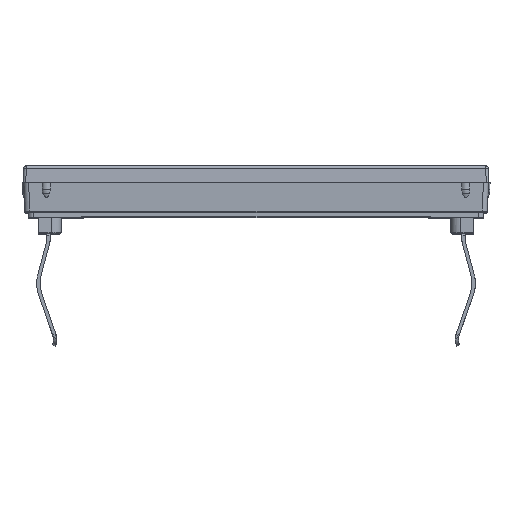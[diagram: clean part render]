
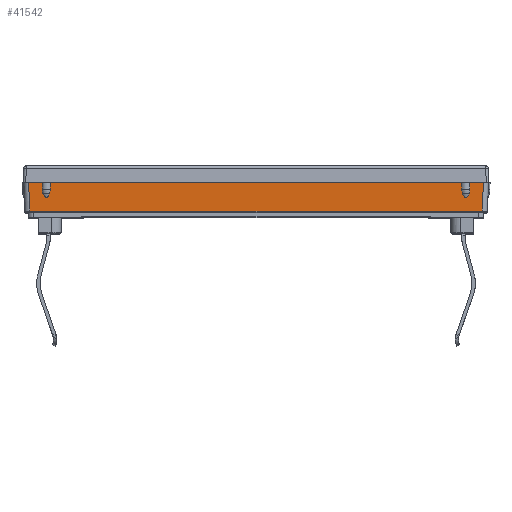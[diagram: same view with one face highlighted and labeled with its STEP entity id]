
A CAD part, top view. The second image highlights one B-rep face of the part: STEP entity #41542.
In plain terms, the highlighted planar face has unit normal (0, -0.035, 0.999).
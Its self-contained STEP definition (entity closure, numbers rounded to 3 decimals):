
#13892=DIRECTION('',(-1.,0.,0.));
#13893=VECTOR('',#13892,49.206);
#13894=CARTESIAN_POINT('',(24.603,4.2,27.75));
#13895=LINE('17381',#13894,#13893);
#13938=DIRECTION('',(-1.,0.,0.));
#13939=VECTOR('',#13938,1.653);
#13940=CARTESIAN_POINT('',(-25.497,4.2,27.75));
#13941=LINE('17396',#13940,#13939);
#14068=DIRECTION('',(-1.,0.,0.));
#14069=VECTOR('',#14068,1.653);
#14070=CARTESIAN_POINT('',(27.15,4.2,27.75));
#14071=LINE('17395',#14070,#14069);
#14204=DIRECTION('',(-1.,0.,0.));
#14205=VECTOR('',#14204,54.063);
#14206=CARTESIAN_POINT('',(27.031,0.793,
27.631));
#14207=LINE('19321',#14206,#14205);
#14211=DIRECTION('',(-0.035,0.999,0.035));
#14212=VECTOR('',#14211,3.411);
#14213=CARTESIAN_POINT('',(-27.031,0.793,
27.631));
#14214=LINE('19334',#14213,#14212);
#14218=CARTESIAN_POINT('',(-25.497,4.2,27.75));
#14219=CARTESIAN_POINT('',(-25.506,3.933,
27.741));
#14220=CARTESIAN_POINT('',(-25.513,3.667,
27.731));
#14221=CARTESIAN_POINT('',(-25.521,3.4,27.722));
#14226=CARTESIAN_POINT('',(-25.521,3.4,27.722));
#14227=CARTESIAN_POINT('',(-25.522,3.368,
27.721));
#14228=CARTESIAN_POINT('',(-25.522,3.304,
27.719));
#14229=CARTESIAN_POINT('',(-25.516,3.21,
27.715));
#14230=CARTESIAN_POINT('',(-25.506,3.119,
27.712));
#14231=CARTESIAN_POINT('',(-25.491,3.033,
27.709));
#14232=CARTESIAN_POINT('',(-25.471,2.952,
27.706));
#14233=CARTESIAN_POINT('',(-25.455,2.903,
27.705));
#14234=CARTESIAN_POINT('',(-25.447,2.88,
27.704));
#14239=CARTESIAN_POINT('',(-24.653,2.88,
27.704));
#14240=CARTESIAN_POINT('',(-24.686,2.791,
27.701));
#14241=CARTESIAN_POINT('',(-24.753,2.65,
27.696));
#14242=CARTESIAN_POINT('',(-24.885,2.469,
27.69));
#14243=CARTESIAN_POINT('',(-25.05,2.388,27.687));
#14244=CARTESIAN_POINT('',(-25.215,2.469,
27.69));
#14245=CARTESIAN_POINT('',(-25.347,2.65,
27.696));
#14246=CARTESIAN_POINT('',(-25.414,2.791,
27.701));
#14247=CARTESIAN_POINT('',(-25.447,2.88,
27.704));
#14252=CARTESIAN_POINT('',(-24.653,2.88,
27.704));
#14253=CARTESIAN_POINT('',(-24.645,2.904,
27.705));
#14254=CARTESIAN_POINT('',(-24.629,2.952,
27.706));
#14255=CARTESIAN_POINT('',(-24.609,3.033,
27.709));
#14256=CARTESIAN_POINT('',(-24.594,3.12,
27.712));
#14257=CARTESIAN_POINT('',(-24.584,3.211,
27.715));
#14258=CARTESIAN_POINT('',(-24.578,3.304,
27.719));
#14259=CARTESIAN_POINT('',(-24.578,3.368,
27.721));
#14260=CARTESIAN_POINT('',(-24.579,3.4,27.722));
#14265=CARTESIAN_POINT('',(-24.603,4.2,27.75));
#14266=CARTESIAN_POINT('',(-24.594,3.933,
27.741));
#14267=CARTESIAN_POINT('',(-24.587,3.667,
27.731));
#14268=CARTESIAN_POINT('',(-24.579,3.4,27.722));
#14273=CARTESIAN_POINT('',(24.603,4.2,27.75));
#14274=CARTESIAN_POINT('',(24.594,3.933,27.741));
#14275=CARTESIAN_POINT('',(24.587,3.667,27.731));
#14276=CARTESIAN_POINT('',(24.579,3.4,27.722));
#14281=CARTESIAN_POINT('',(24.579,3.4,27.722));
#14282=CARTESIAN_POINT('',(24.578,3.368,27.721));
#14283=CARTESIAN_POINT('',(24.578,3.304,27.719));
#14284=CARTESIAN_POINT('',(24.584,3.21,27.715));
#14285=CARTESIAN_POINT('',(24.594,3.119,27.712));
#14286=CARTESIAN_POINT('',(24.609,3.033,27.709));
#14287=CARTESIAN_POINT('',(24.629,2.952,27.706));
#14288=CARTESIAN_POINT('',(24.645,2.903,27.705));
#14289=CARTESIAN_POINT('',(24.653,2.88,27.704));
#14294=CARTESIAN_POINT('',(25.447,2.88,27.704));
#14295=CARTESIAN_POINT('',(25.414,2.791,27.701));
#14296=CARTESIAN_POINT('',(25.347,2.65,27.696));
#14297=CARTESIAN_POINT('',(25.215,2.469,27.69));
#14298=CARTESIAN_POINT('',(25.05,2.388,27.687));
#14299=CARTESIAN_POINT('',(24.885,2.469,27.69));
#14300=CARTESIAN_POINT('',(24.753,2.65,27.696));
#14301=CARTESIAN_POINT('',(24.686,2.791,27.701));
#14302=CARTESIAN_POINT('',(24.653,2.88,27.704));
#14307=CARTESIAN_POINT('',(25.447,2.88,27.704));
#14308=CARTESIAN_POINT('',(25.455,2.904,27.705));
#14309=CARTESIAN_POINT('',(25.471,2.952,27.706));
#14310=CARTESIAN_POINT('',(25.491,3.033,27.709));
#14311=CARTESIAN_POINT('',(25.506,3.12,27.712));
#14312=CARTESIAN_POINT('',(25.516,3.211,27.715));
#14313=CARTESIAN_POINT('',(25.522,3.304,27.719));
#14314=CARTESIAN_POINT('',(25.522,3.368,27.721));
#14315=CARTESIAN_POINT('',(25.521,3.4,27.722));
#14320=CARTESIAN_POINT('',(25.497,4.2,27.75));
#14321=CARTESIAN_POINT('',(25.506,3.933,27.741));
#14322=CARTESIAN_POINT('',(25.513,3.667,27.731));
#14323=CARTESIAN_POINT('',(25.521,3.4,27.722));
#14328=DIRECTION('',(0.035,0.999,0.035));
#14329=VECTOR('',#14328,3.411);
#14330=CARTESIAN_POINT('',(27.031,0.793,
27.631));
#14331=LINE('19333',#14330,#14329);
#15715=CARTESIAN_POINT('',(-27.15,4.2,27.75));
#15744=CARTESIAN_POINT('',(27.031,0.793,
27.631));
#15749=CARTESIAN_POINT('',(27.15,4.2,27.75));
#27667=VERTEX_POINT('',#15715);
#27668=VERTEX_POINT('',#15749);
#27686=CARTESIAN_POINT('',(24.603,4.2,27.75));
#27687=CARTESIAN_POINT('',(-24.603,4.2,27.75));
#27688=VERTEX_POINT('',#27686);
#27689=VERTEX_POINT('',#27687);
#27718=CARTESIAN_POINT('',(25.497,4.2,27.75));
#27719=VERTEX_POINT('',#27718);
#27720=CARTESIAN_POINT('',(-25.497,4.2,27.75));
#27721=VERTEX_POINT('',#27720);
#27730=VERTEX_POINT('',#14268);
#27731=VERTEX_POINT('',#14221);
#27732=VERTEX_POINT('',#14323);
#27733=VERTEX_POINT('',#14276);
#27734=VERTEX_POINT('',#14252);
#27735=VERTEX_POINT('',#14234);
#27736=VERTEX_POINT('',#14307);
#27737=VERTEX_POINT('',#14289);
#27825=VERTEX_POINT('',#15744);
#27828=CARTESIAN_POINT('',(-27.031,0.793,
27.631));
#27829=VERTEX_POINT('',#27828);
#41506=CARTESIAN_POINT('',(27.75,4.2,27.75));
#41507=DIRECTION('',(0.,0.035,-0.999));
#41508=DIRECTION('',(1.,0.,0.));
#41509=AXIS2_PLACEMENT_3D('',#41506,#41507,#41508);
#41510=PLANE('12109',#41509);
#41512=ORIENTED_EDGE('19321',*,*,#41511,.T.);
#41514=ORIENTED_EDGE('19334',*,*,#41513,.T.);
#41515=ORIENTED_EDGE('17396',*,*,#41376,.F.);
#41517=ORIENTED_EDGE('17408',*,*,#41516,.T.);
#41519=ORIENTED_EDGE('17412',*,*,#41518,.T.);
#41521=ORIENTED_EDGE('17415',*,*,#41520,.F.);
#41523=ORIENTED_EDGE('17411',*,*,#41522,.T.);
#41525=ORIENTED_EDGE('17407',*,*,#41524,.F.);
#41526=ORIENTED_EDGE('17381',*,*,#41344,.F.);
#41528=ORIENTED_EDGE('17410',*,*,#41527,.T.);
#41530=ORIENTED_EDGE('17414',*,*,#41529,.T.);
#41532=ORIENTED_EDGE('17416',*,*,#41531,.F.);
#41534=ORIENTED_EDGE('17413',*,*,#41533,.T.);
#41536=ORIENTED_EDGE('17409',*,*,#41535,.F.);
#41537=ORIENTED_EDGE('17395',*,*,#41450,.F.);
#41539=ORIENTED_EDGE('19333',*,*,#41538,.F.);
#41540=EDGE_LOOP('12109',(#41512,#41514,#41515,#41517,#41519,#41521,#41523,
#41525,#41526,#41528,#41530,#41532,#41534,#41536,#41537,#41539));
#41541=FACE_OUTER_BOUND('12109',#41540,.F.);
#41542=ADVANCED_FACE('12109',(#41541),#41510,.F.);
#14222=B_SPLINE_CURVE_WITH_KNOTS('17408',3,(#14218,#14219,#14220,#14221),
.UNSPECIFIED.,.F.,.F.,(4,4),(0.,1.),.UNSPECIFIED.);
#14235=B_SPLINE_CURVE_WITH_KNOTS('17412',3,(#14226,#14227,#14228,#14229,#14230,
#14231,#14232,#14233,#14234),.UNSPECIFIED.,.F.,.F.,(4,1,1,1,1,1,4),(0.,
0.167,0.333,0.5,0.667,0.833,
1.),.UNSPECIFIED.);
#14248=B_SPLINE_CURVE_WITH_KNOTS('17415',3,(#14239,#14240,#14241,#14242,#14243,
#14244,#14245,#14246,#14247),.UNSPECIFIED.,.F.,.F.,(4,1,1,1,1,1,4),(0.,
0.125,0.25,0.5,0.75,0.875,1.),.UNSPECIFIED.);
#14261=B_SPLINE_CURVE_WITH_KNOTS('17411',3,(#14252,#14253,#14254,#14255,#14256,
#14257,#14258,#14259,#14260),.UNSPECIFIED.,.F.,.F.,(4,1,1,1,1,1,4),(0.,
0.167,0.333,0.5,0.667,0.833,
1.),.UNSPECIFIED.);
#14269=B_SPLINE_CURVE_WITH_KNOTS('17407',3,(#14265,#14266,#14267,#14268),
.UNSPECIFIED.,.F.,.F.,(4,4),(0.,1.),.UNSPECIFIED.);
#14277=B_SPLINE_CURVE_WITH_KNOTS('17410',3,(#14273,#14274,#14275,#14276),
.UNSPECIFIED.,.F.,.F.,(4,4),(0.,1.),.UNSPECIFIED.);
#14290=B_SPLINE_CURVE_WITH_KNOTS('17414',3,(#14281,#14282,#14283,#14284,#14285,
#14286,#14287,#14288,#14289),.UNSPECIFIED.,.F.,.F.,(4,1,1,1,1,1,4),(0.,
0.167,0.333,0.5,0.667,0.833,
1.),.UNSPECIFIED.);
#14303=B_SPLINE_CURVE_WITH_KNOTS('17416',3,(#14294,#14295,#14296,#14297,#14298,
#14299,#14300,#14301,#14302),.UNSPECIFIED.,.F.,.F.,(4,1,1,1,1,1,4),(0.,
0.125,0.25,0.5,0.75,0.875,1.),.UNSPECIFIED.);
#14316=B_SPLINE_CURVE_WITH_KNOTS('17413',3,(#14307,#14308,#14309,#14310,#14311,
#14312,#14313,#14314,#14315),.UNSPECIFIED.,.F.,.F.,(4,1,1,1,1,1,4),(0.,
0.167,0.333,0.5,0.667,0.833,
1.),.UNSPECIFIED.);
#14324=B_SPLINE_CURVE_WITH_KNOTS('17409',3,(#14320,#14321,#14322,#14323),
.UNSPECIFIED.,.F.,.F.,(4,4),(0.,1.),.UNSPECIFIED.);
#41344=EDGE_CURVE('17381',#27688,#27689,#13895,.T.);
#41376=EDGE_CURVE('17396',#27721,#27667,#13941,.T.);
#41450=EDGE_CURVE('17395',#27668,#27719,#14071,.T.);
#41511=EDGE_CURVE('19321',#27825,#27829,#14207,.T.);
#41513=EDGE_CURVE('19334',#27829,#27667,#14214,.T.);
#41516=EDGE_CURVE('17408',#27721,#27731,#14222,.T.);
#41518=EDGE_CURVE('17412',#27731,#27735,#14235,.T.);
#41520=EDGE_CURVE('17415',#27734,#27735,#14248,.T.);
#41522=EDGE_CURVE('17411',#27734,#27730,#14261,.T.);
#41524=EDGE_CURVE('17407',#27689,#27730,#14269,.T.);
#41527=EDGE_CURVE('17410',#27688,#27733,#14277,.T.);
#41529=EDGE_CURVE('17414',#27733,#27737,#14290,.T.);
#41531=EDGE_CURVE('17416',#27736,#27737,#14303,.T.);
#41533=EDGE_CURVE('17413',#27736,#27732,#14316,.T.);
#41535=EDGE_CURVE('17409',#27719,#27732,#14324,.T.);
#41538=EDGE_CURVE('19333',#27825,#27668,#14331,.T.);
